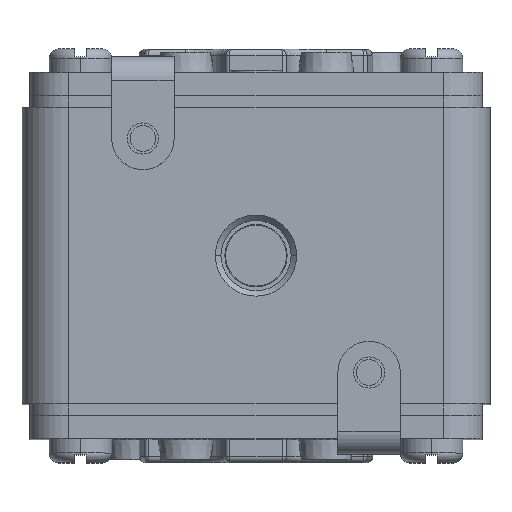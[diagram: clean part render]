
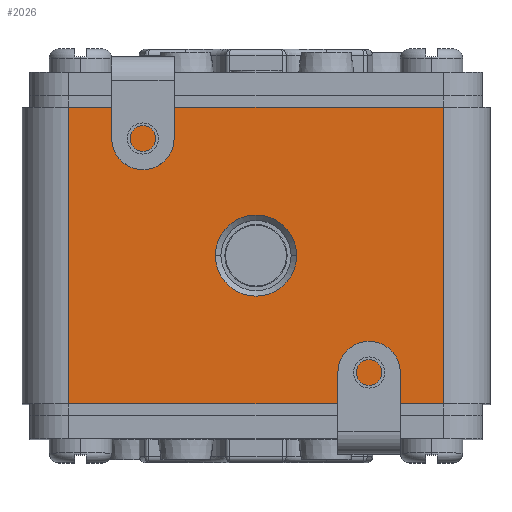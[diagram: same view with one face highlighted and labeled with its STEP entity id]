
A CAD part, top view. The second image highlights one B-rep face of the part: STEP entity #2026.
In plain terms, the highlighted face is planar.
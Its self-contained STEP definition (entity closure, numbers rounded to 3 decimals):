
#185=DIRECTION('',(0.,1.,0.));
#186=VECTOR('',#185,48.);
#187=CARTESIAN_POINT('',(30.,-24.,-19.));
#188=LINE('',#187,#186);
#208=DIRECTION('',(0.,0.,-1.));
#209=VECTOR('',#208,38.);
#210=CARTESIAN_POINT('',(30.,24.,19.));
#211=LINE('',#210,#209);
#215=DIRECTION('',(0.,0.,-1.));
#216=VECTOR('',#215,38.);
#217=CARTESIAN_POINT('',(30.,-24.,19.));
#218=LINE('',#217,#216);
#222=CARTESIAN_POINT('',(30.,0.,0.));
#223=DIRECTION('',(1.,0.,0.));
#224=DIRECTION('',(0.,1.,0.));
#225=AXIS2_PLACEMENT_3D('',#222,#223,#224);
#230=CARTESIAN_POINT('',(30.,0.,0.));
#231=DIRECTION('',(1.,0.,0.));
#232=DIRECTION('',(0.,-1.,0.));
#233=AXIS2_PLACEMENT_3D('',#230,#231,#232);
#648=DIRECTION('',(0.,1.,0.));
#649=VECTOR('',#648,48.);
#650=CARTESIAN_POINT('',(30.,-24.,19.));
#651=LINE('',#650,#649);
#1698=CARTESIAN_POINT('',(30.,5.2,0.));
#1699=CARTESIAN_POINT('',(30.,-5.2,0.));
#1700=VERTEX_POINT('',#1698);
#1701=VERTEX_POINT('',#1699);
#1703=CARTESIAN_POINT('',(30.,24.,-19.));
#1705=VERTEX_POINT('',#1703);
#1706=CARTESIAN_POINT('',(30.,24.,19.));
#1707=VERTEX_POINT('',#1706);
#1718=CARTESIAN_POINT('',(30.,-24.,-19.));
#1720=VERTEX_POINT('',#1718);
#1724=CARTESIAN_POINT('',(30.,-24.,19.));
#1725=VERTEX_POINT('',#1724);
#2007=CARTESIAN_POINT('',(30.,-30.,-19.));
#2008=DIRECTION('',(1.,0.,0.));
#2009=DIRECTION('',(0.,1.,0.));
#2010=AXIS2_PLACEMENT_3D('',#2007,#2008,#2009);
#2011=PLANE('',#2010);
#2012=ORIENTED_EDGE('',*,*,#1991,.T.);
#2013=ORIENTED_EDGE('',*,*,#1967,.F.);
#2015=ORIENTED_EDGE('',*,*,#2014,.F.);
#2017=ORIENTED_EDGE('',*,*,#2016,.T.);
#2018=EDGE_LOOP('',(#2012,#2013,#2015,#2017));
#2019=FACE_OUTER_BOUND('',#2018,.F.);
#2021=ORIENTED_EDGE('',*,*,#2020,.T.);
#2023=ORIENTED_EDGE('',*,*,#2022,.T.);
#2024=EDGE_LOOP('',(#2021,#2023));
#2025=FACE_BOUND('',#2024,.F.);
#226=CIRCLE('',#225,5.2);
#234=CIRCLE('',#233,5.2);
#1967=EDGE_CURVE('',#1720,#1705,#188,.T.);
#1991=EDGE_CURVE('',#1707,#1705,#211,.T.);
#2014=EDGE_CURVE('',#1725,#1720,#218,.T.);
#2016=EDGE_CURVE('',#1725,#1707,#651,.T.);
#2020=EDGE_CURVE('',#1700,#1701,#226,.T.);
#2022=EDGE_CURVE('',#1701,#1700,#234,.T.);
#2026=ADVANCED_FACE('',(#2019,#2025),#2011,.T.);
